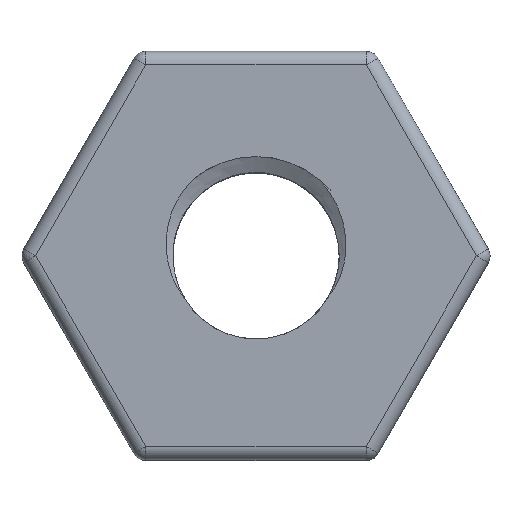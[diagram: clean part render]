
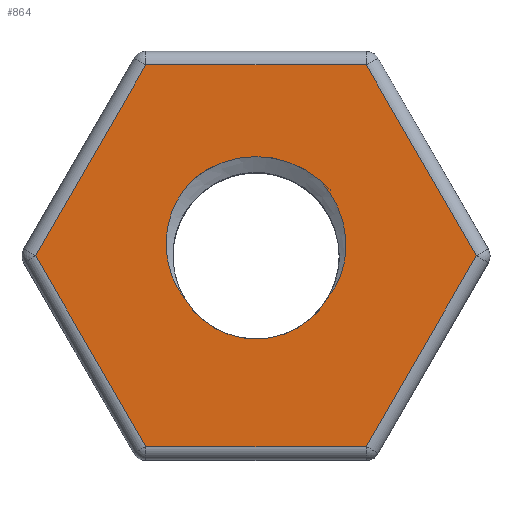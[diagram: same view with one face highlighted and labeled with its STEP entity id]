
A CAD part, top view. The second image highlights one B-rep face of the part: STEP entity #864.
In plain terms, the highlighted planar face has unit normal (0, 0, 1).
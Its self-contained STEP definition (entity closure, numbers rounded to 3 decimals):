
#18=FACE_BOUND('',#148,.T.);
#26=PLANE('',#975);
#90=FACE_OUTER_BOUND('',#147,.T.);
#147=EDGE_LOOP('',(#726,#727,#728,#729,#730,#731));
#148=EDGE_LOOP('',(#732,#733,#734,#735));
#182=B_SPLINE_CURVE_WITH_KNOTS('',3,(#1919,#1920,#1921,#1922,#1923,#1924,
#1925,#1926,#1927,#1928,#1929,#1930,#1931,#1932,#1933,#1934,#1935,#1936,
#1937,#1938,#1939,#1940,#1941,#1942,#1943,#1944,#1945,#1946,#1947,#1948,
#1949,#1950,#1951,#1952,#1953,#1954,#1955,#1956,#1957,#1958,#1959,#1960,
#1961,#1962,#1963,#1964),.UNSPECIFIED.,.F.,.F.,(4,3,3,3,3,3,3,3,3,3,3,3,
3,3,3,4),(0.,0.009,0.018,0.023,
0.026,0.035,0.043,0.049,
0.052,0.062,0.065,0.071,
0.073,0.083,0.094,0.095),
 .UNSPECIFIED.);
#183=B_SPLINE_CURVE_WITH_KNOTS('',3,(#1965,#1966,#1967,#1968,#1969,#1970,
#1971,#1972,#1973,#1974,#1975,#1976,#1977,#1978,#1979,#1980,#1981,#1982,
#1983,#1984,#1985,#1986,#1987,#1988,#1989,#1990,#1991,#1992,#1993,#1994,
#1995,#1996,#1997,#1998,#1999,#2000,#2001,#2002,#2003,#2004,#2005,#2006,
#2007,#2008,#2009,#2010),.UNSPECIFIED.,.F.,.F.,(4,3,3,3,3,3,3,3,3,3,3,3,
3,3,3,4),(0.,0.01,0.02,0.024,0.027,
0.029,0.039,0.049,0.053,
0.056,0.065,0.068,0.074,
0.077,0.086,0.096),.UNSPECIFIED.);
#190=CIRCLE('',#892,0.611);
#192=CIRCLE('',#901,0.727);
#246=LINE('',#1703,#296);
#257=LINE('',#1749,#307);
#267=LINE('',#1791,#317);
#269=LINE('',#1797,#319);
#277=LINE('',#1915,#327);
#278=LINE('',#1917,#328);
#296=VECTOR('',#1057,10.);
#307=VECTOR('',#1114,10.);
#317=VECTOR('',#1168,10.);
#319=VECTOR('',#1174,10.);
#327=VECTOR('',#1210,10.);
#328=VECTOR('',#1213,10.);
#345=VERTEX_POINT('',#1483);
#346=VERTEX_POINT('',#1497);
#363=VERTEX_POINT('',#1668);
#364=VERTEX_POINT('',#1673);
#370=VERTEX_POINT('',#1695);
#372=VERTEX_POINT('',#1701);
#382=VERTEX_POINT('',#1741);
#384=VERTEX_POINT('',#1747);
#393=VERTEX_POINT('',#1781);
#396=VERTEX_POINT('',#1795);
#422=EDGE_CURVE('',#346,#345,#190,.F.);
#445=EDGE_CURVE('',#364,#363,#192,.T.);
#457=EDGE_CURVE('',#372,#370,#246,.T.);
#480=EDGE_CURVE('',#384,#382,#257,.T.);
#501=EDGE_CURVE('',#393,#384,#267,.T.);
#504=EDGE_CURVE('',#396,#393,#269,.T.);
#519=EDGE_CURVE('',#370,#396,#277,.T.);
#520=EDGE_CURVE('',#382,#372,#278,.T.);
#521=EDGE_CURVE('',#345,#364,#182,.T.);
#522=EDGE_CURVE('',#363,#346,#183,.T.);
#726=ORIENTED_EDGE('',*,*,#504,.F.);
#727=ORIENTED_EDGE('',*,*,#519,.F.);
#728=ORIENTED_EDGE('',*,*,#457,.F.);
#729=ORIENTED_EDGE('',*,*,#520,.F.);
#730=ORIENTED_EDGE('',*,*,#480,.F.);
#731=ORIENTED_EDGE('',*,*,#501,.F.);
#732=ORIENTED_EDGE('',*,*,#521,.T.);
#733=ORIENTED_EDGE('',*,*,#445,.T.);
#734=ORIENTED_EDGE('',*,*,#522,.T.);
#735=ORIENTED_EDGE('',*,*,#422,.T.);
#864=ADVANCED_FACE('',(#90,#18),#26,.F.);
#892=AXIS2_PLACEMENT_3D('',#1498,#1005,#1006);
#901=AXIS2_PLACEMENT_3D('',#1674,#1030,#1031);
#975=AXIS2_PLACEMENT_3D('',#1918,#1214,#1215);
#1005=DIRECTION('center_axis',(0.,0.,1.));
#1006=DIRECTION('ref_axis',(-1.,0.,0.));
#1030=DIRECTION('center_axis',(0.,0.,-1.));
#1031=DIRECTION('ref_axis',(-1.,0.,0.));
#1057=DIRECTION('',(-1.,0.,0.));
#1114=DIRECTION('',(0.5,-0.866,0.));
#1168=DIRECTION('',(1.,0.,0.));
#1174=DIRECTION('',(0.5,0.866,0.));
#1210=DIRECTION('',(-0.5,0.866,0.));
#1213=DIRECTION('',(-0.5,-0.866,0.));
#1214=DIRECTION('center_axis',(0.,0.,-1.));
#1215=DIRECTION('ref_axis',(-1.,0.,0.));
#1483=CARTESIAN_POINT('',(9.476,-25.313,2.));
#1497=CARTESIAN_POINT('',(10.523,-25.312,2.));
#1498=CARTESIAN_POINT('Origin',(10.,-25.,2.));
#1668=CARTESIAN_POINT('',(10.468,-24.443,2.));
#1673=CARTESIAN_POINT('',(9.533,-24.444,2.));
#1674=CARTESIAN_POINT('Origin',(10.,-25.,2.));
#1695=CARTESIAN_POINT('',(9.192,-26.4,2.));
#1701=CARTESIAN_POINT('',(10.808,-26.4,2.));
#1703=CARTESIAN_POINT('',(9.567,-26.4,2.));
#1741=CARTESIAN_POINT('',(11.617,-25.,2.));
#1747=CARTESIAN_POINT('',(10.808,-23.6,2.));
#1749=CARTESIAN_POINT('',(11.429,-24.675,2.));
#1781=CARTESIAN_POINT('',(9.192,-23.6,2.));
#1791=CARTESIAN_POINT('',(10.433,-23.6,2.));
#1795=CARTESIAN_POINT('',(8.383,-25.,2.));
#1797=CARTESIAN_POINT('',(9.004,-23.925,2.));
#1915=CARTESIAN_POINT('',(8.571,-25.325,2.));
#1917=CARTESIAN_POINT('',(10.996,-26.075,2.));
#1918=CARTESIAN_POINT('Origin',(10.,-25.,2.));
#1919=CARTESIAN_POINT('Ctrl Pts',(9.476,-25.313,2.));
#1920=CARTESIAN_POINT('Ctrl Pts',(9.457,-25.29,2.));
#1921=CARTESIAN_POINT('Ctrl Pts',(9.441,-25.265,2.));
#1922=CARTESIAN_POINT('Ctrl Pts',(9.426,-25.24,2.));
#1923=CARTESIAN_POINT('Ctrl Pts',(9.411,-25.214,2.));
#1924=CARTESIAN_POINT('Ctrl Pts',(9.398,-25.186,2.));
#1925=CARTESIAN_POINT('Ctrl Pts',(9.387,-25.158,2.));
#1926=CARTESIAN_POINT('Ctrl Pts',(9.381,-25.144,2.));
#1927=CARTESIAN_POINT('Ctrl Pts',(9.376,-25.129,2.));
#1928=CARTESIAN_POINT('Ctrl Pts',(9.372,-25.115,2.));
#1929=CARTESIAN_POINT('Ctrl Pts',(9.369,-25.105,2.));
#1930=CARTESIAN_POINT('Ctrl Pts',(9.366,-25.095,2.));
#1931=CARTESIAN_POINT('Ctrl Pts',(9.363,-25.085,2.));
#1932=CARTESIAN_POINT('Ctrl Pts',(9.355,-25.054,2.));
#1933=CARTESIAN_POINT('Ctrl Pts',(9.349,-25.022,2.));
#1934=CARTESIAN_POINT('Ctrl Pts',(9.345,-24.989,2.));
#1935=CARTESIAN_POINT('Ctrl Pts',(9.342,-24.965,2.));
#1936=CARTESIAN_POINT('Ctrl Pts',(9.341,-24.94,2.));
#1937=CARTESIAN_POINT('Ctrl Pts',(9.341,-24.915,2.));
#1938=CARTESIAN_POINT('Ctrl Pts',(9.34,-24.893,2.));
#1939=CARTESIAN_POINT('Ctrl Pts',(9.341,-24.872,2.));
#1940=CARTESIAN_POINT('Ctrl Pts',(9.343,-24.85,2.));
#1941=CARTESIAN_POINT('Ctrl Pts',(9.344,-24.842,2.));
#1942=CARTESIAN_POINT('Ctrl Pts',(9.345,-24.835,2.));
#1943=CARTESIAN_POINT('Ctrl Pts',(9.346,-24.827,2.));
#1944=CARTESIAN_POINT('Ctrl Pts',(9.35,-24.794,2.));
#1945=CARTESIAN_POINT('Ctrl Pts',(9.357,-24.762,2.));
#1946=CARTESIAN_POINT('Ctrl Pts',(9.366,-24.73,2.));
#1947=CARTESIAN_POINT('Ctrl Pts',(9.369,-24.72,2.));
#1948=CARTESIAN_POINT('Ctrl Pts',(9.372,-24.711,2.));
#1949=CARTESIAN_POINT('Ctrl Pts',(9.375,-24.702,2.));
#1950=CARTESIAN_POINT('Ctrl Pts',(9.381,-24.682,2.));
#1951=CARTESIAN_POINT('Ctrl Pts',(9.389,-24.663,2.));
#1952=CARTESIAN_POINT('Ctrl Pts',(9.397,-24.644,2.));
#1953=CARTESIAN_POINT('Ctrl Pts',(9.401,-24.636,2.));
#1954=CARTESIAN_POINT('Ctrl Pts',(9.404,-24.629,2.));
#1955=CARTESIAN_POINT('Ctrl Pts',(9.408,-24.621,2.));
#1956=CARTESIAN_POINT('Ctrl Pts',(9.422,-24.592,2.));
#1957=CARTESIAN_POINT('Ctrl Pts',(9.439,-24.564,2.));
#1958=CARTESIAN_POINT('Ctrl Pts',(9.458,-24.537,2.));
#1959=CARTESIAN_POINT('Ctrl Pts',(9.477,-24.509,2.));
#1960=CARTESIAN_POINT('Ctrl Pts',(9.498,-24.482,2.));
#1961=CARTESIAN_POINT('Ctrl Pts',(9.521,-24.457,2.));
#1962=CARTESIAN_POINT('Ctrl Pts',(9.525,-24.452,2.));
#1963=CARTESIAN_POINT('Ctrl Pts',(9.529,-24.448,2.));
#1964=CARTESIAN_POINT('Ctrl Pts',(9.533,-24.444,2.));
#1965=CARTESIAN_POINT('Ctrl Pts',(10.468,-24.443,2.));
#1966=CARTESIAN_POINT('Ctrl Pts',(10.491,-24.468,2.));
#1967=CARTESIAN_POINT('Ctrl Pts',(10.512,-24.494,2.));
#1968=CARTESIAN_POINT('Ctrl Pts',(10.532,-24.522,2.));
#1969=CARTESIAN_POINT('Ctrl Pts',(10.551,-24.55,2.));
#1970=CARTESIAN_POINT('Ctrl Pts',(10.569,-24.579,2.));
#1971=CARTESIAN_POINT('Ctrl Pts',(10.584,-24.61,2.));
#1972=CARTESIAN_POINT('Ctrl Pts',(10.59,-24.621,2.));
#1973=CARTESIAN_POINT('Ctrl Pts',(10.595,-24.632,2.));
#1974=CARTESIAN_POINT('Ctrl Pts',(10.6,-24.643,2.));
#1975=CARTESIAN_POINT('Ctrl Pts',(10.604,-24.652,2.));
#1976=CARTESIAN_POINT('Ctrl Pts',(10.608,-24.661,2.));
#1977=CARTESIAN_POINT('Ctrl Pts',(10.612,-24.671,2.));
#1978=CARTESIAN_POINT('Ctrl Pts',(10.614,-24.677,2.));
#1979=CARTESIAN_POINT('Ctrl Pts',(10.616,-24.683,2.));
#1980=CARTESIAN_POINT('Ctrl Pts',(10.618,-24.688,2.));
#1981=CARTESIAN_POINT('Ctrl Pts',(10.629,-24.719,2.));
#1982=CARTESIAN_POINT('Ctrl Pts',(10.638,-24.751,2.));
#1983=CARTESIAN_POINT('Ctrl Pts',(10.645,-24.783,2.));
#1984=CARTESIAN_POINT('Ctrl Pts',(10.652,-24.814,2.));
#1985=CARTESIAN_POINT('Ctrl Pts',(10.656,-24.846,2.));
#1986=CARTESIAN_POINT('Ctrl Pts',(10.659,-24.878,2.));
#1987=CARTESIAN_POINT('Ctrl Pts',(10.66,-24.894,2.));
#1988=CARTESIAN_POINT('Ctrl Pts',(10.66,-24.909,2.));
#1989=CARTESIAN_POINT('Ctrl Pts',(10.66,-24.925,2.));
#1990=CARTESIAN_POINT('Ctrl Pts',(10.66,-24.933,2.));
#1991=CARTESIAN_POINT('Ctrl Pts',(10.66,-24.94,2.));
#1992=CARTESIAN_POINT('Ctrl Pts',(10.66,-24.947,2.));
#1993=CARTESIAN_POINT('Ctrl Pts',(10.659,-24.978,2.));
#1994=CARTESIAN_POINT('Ctrl Pts',(10.655,-25.008,2.));
#1995=CARTESIAN_POINT('Ctrl Pts',(10.65,-25.038,2.));
#1996=CARTESIAN_POINT('Ctrl Pts',(10.648,-25.05,2.));
#1997=CARTESIAN_POINT('Ctrl Pts',(10.645,-25.061,2.));
#1998=CARTESIAN_POINT('Ctrl Pts',(10.643,-25.072,2.));
#1999=CARTESIAN_POINT('Ctrl Pts',(10.638,-25.09,2.));
#2000=CARTESIAN_POINT('Ctrl Pts',(10.633,-25.108,2.));
#2001=CARTESIAN_POINT('Ctrl Pts',(10.627,-25.126,2.));
#2002=CARTESIAN_POINT('Ctrl Pts',(10.624,-25.134,2.));
#2003=CARTESIAN_POINT('Ctrl Pts',(10.621,-25.143,2.));
#2004=CARTESIAN_POINT('Ctrl Pts',(10.617,-25.151,2.));
#2005=CARTESIAN_POINT('Ctrl Pts',(10.606,-25.18,2.));
#2006=CARTESIAN_POINT('Ctrl Pts',(10.592,-25.208,2.));
#2007=CARTESIAN_POINT('Ctrl Pts',(10.576,-25.235,2.));
#2008=CARTESIAN_POINT('Ctrl Pts',(10.561,-25.262,2.));
#2009=CARTESIAN_POINT('Ctrl Pts',(10.543,-25.288,2.));
#2010=CARTESIAN_POINT('Ctrl Pts',(10.523,-25.312,2.));
